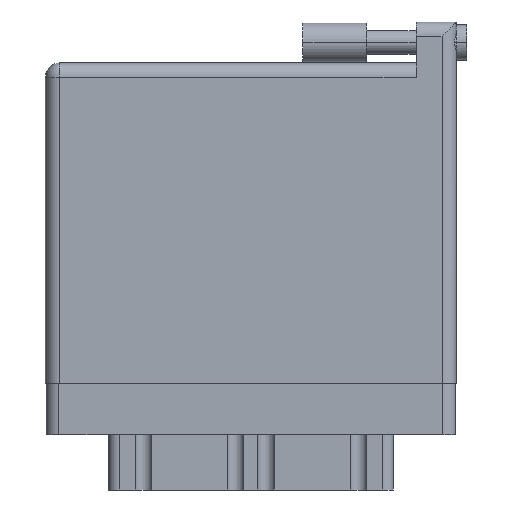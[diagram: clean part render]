
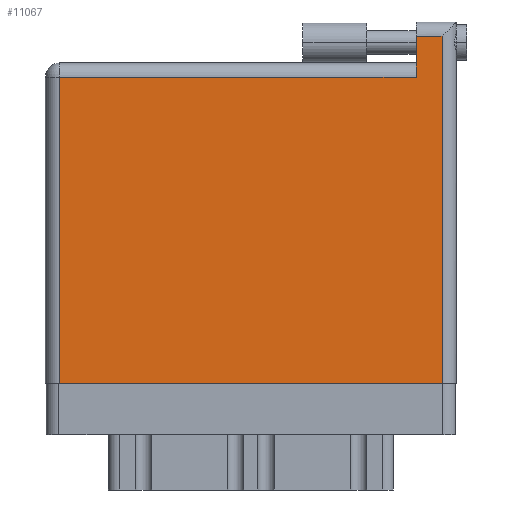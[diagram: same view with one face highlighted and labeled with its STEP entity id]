
A CAD part, front view. The second image highlights one B-rep face of the part: STEP entity #11067.
In plain terms, the highlighted face is planar.
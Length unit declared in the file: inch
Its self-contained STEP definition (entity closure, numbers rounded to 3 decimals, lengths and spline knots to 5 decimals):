
#1007 = CARTESIAN_POINT ( 'NONE',  ( 1.811, 1.766, 0. ) ) ;
#1087 = EDGE_CURVE ( 'NONE', #5615, #8472, #35438, .T. ) ;
#1123 = CARTESIAN_POINT ( 'NONE',  ( 0.07, 1.496, 0. ) ) ;
#1177 = DIRECTION ( 'NONE',  ( -1., 0., 0. ) ) ;
#2431 = CARTESIAN_POINT ( 'NONE',  ( 1.938, 1.766, 0. ) ) ;
#2543 = VECTOR ( 'NONE', #9931, 39.37008 ) ;
#3271 = ORIENTED_EDGE ( 'NONE', *, *, #30275, .T. ) ;
#3732 = CARTESIAN_POINT ( 'NONE',  ( 1.938, 1.696, 0. ) ) ;
#5213 = ORIENTED_EDGE ( 'NONE', *, *, #21284, .T. ) ;
#5346 = LINE ( 'NONE', #2431, #10913 ) ;
#5615 = VERTEX_POINT ( 'NONE', #1123 ) ;
#6001 = ORIENTED_EDGE ( 'NONE', *, *, #23562, .T. ) ;
#6178 = DIRECTION ( 'NONE',  ( 0., -1., 0. ) ) ;
#7247 = EDGE_CURVE ( 'NONE', #8472, #36459, #22704, .T. ) ;
#8472 = VERTEX_POINT ( 'NONE', #13918 ) ;
#9931 = DIRECTION ( 'NONE',  ( 0., -1., 0. ) ) ;
#9953 = ORIENTED_EDGE ( 'NONE', *, *, #26150, .T. ) ;
#10825 = LINE ( 'NONE', #1007, #2543 ) ;
#10913 = VECTOR ( 'NONE', #38083, 39.37008 ) ;
#11067 = ADVANCED_FACE ( 'NONE', ( #12439 ), #24317, .F. ) ;
#11959 = ORIENTED_EDGE ( 'NONE', *, *, #7247, .T. ) ;
#12439 = FACE_OUTER_BOUND ( 'NONE', #19203, .T. ) ;
#12854 = CARTESIAN_POINT ( 'NONE',  ( 1.811, 1.696, 0. ) ) ;
#13918 = CARTESIAN_POINT ( 'NONE',  ( 0.07, 0., 0. ) ) ;
#14647 = VECTOR ( 'NONE', #22326, 39.37008 ) ;
#15612 = VERTEX_POINT ( 'NONE', #3732 ) ;
#15904 = CARTESIAN_POINT ( 'NONE',  ( 1.938, 0., 0. ) ) ;
#16380 = CARTESIAN_POINT ( 'NONE',  ( 0., 1.696, 0. ) ) ;
#19203 = EDGE_LOOP ( 'NONE', ( #11959, #3271, #9953, #5213, #6001, #22936 ) ) ;
#19507 = LINE ( 'NONE', #16380, #31945 ) ;
#19987 = CARTESIAN_POINT ( 'NONE',  ( 0., 0., 0. ) ) ;
#21284 = EDGE_CURVE ( 'NONE', #31531, #28175, #10825, .T. ) ;
#22326 = DIRECTION ( 'NONE',  ( 1., 0., 0. ) ) ;
#22704 = LINE ( 'NONE', #19987, #14647 ) ;
#22936 = ORIENTED_EDGE ( 'NONE', *, *, #1087, .T. ) ;
#23562 = EDGE_CURVE ( 'NONE', #28175, #5615, #24929, .T. ) ;
#24317 = PLANE ( 'NONE',  #37970 ) ;
#24929 = LINE ( 'NONE', #30599, #32196 ) ;
#25446 = CARTESIAN_POINT ( 'NONE',  ( 1.811, 1.496, 0. ) ) ;
#26150 = EDGE_CURVE ( 'NONE', #15612, #31531, #19507, .T. ) ;
#27837 = DIRECTION ( 'NONE',  ( 0., 0., -1. ) ) ;
#28175 = VERTEX_POINT ( 'NONE', #25446 ) ;
#30182 = CARTESIAN_POINT ( 'NONE',  ( 0., 1.566, 0. ) ) ;
#30275 = EDGE_CURVE ( 'NONE', #36459, #15612, #5346, .T. ) ;
#30599 = CARTESIAN_POINT ( 'NONE',  ( 0., 1.496, 0. ) ) ;
#31531 = VERTEX_POINT ( 'NONE', #12854 ) ;
#31945 = VECTOR ( 'NONE', #37235, 39.37008 ) ;
#32196 = VECTOR ( 'NONE', #36837, 39.37008 ) ;
#33078 = CARTESIAN_POINT ( 'NONE',  ( 0.07, 0., 0. ) ) ;
#35438 = LINE ( 'NONE', #33078, #37323 ) ;
#36459 = VERTEX_POINT ( 'NONE', #15904 ) ;
#36837 = DIRECTION ( 'NONE',  ( -1., 0., 0. ) ) ;
#37235 = DIRECTION ( 'NONE',  ( -1., 0., 0. ) ) ;
#37323 = VECTOR ( 'NONE', #6178, 39.37008 ) ;
#37970 = AXIS2_PLACEMENT_3D ( 'NONE', #30182, #27837, #1177 ) ;
#38083 = DIRECTION ( 'NONE',  ( 0., 1., 0. ) ) ;
